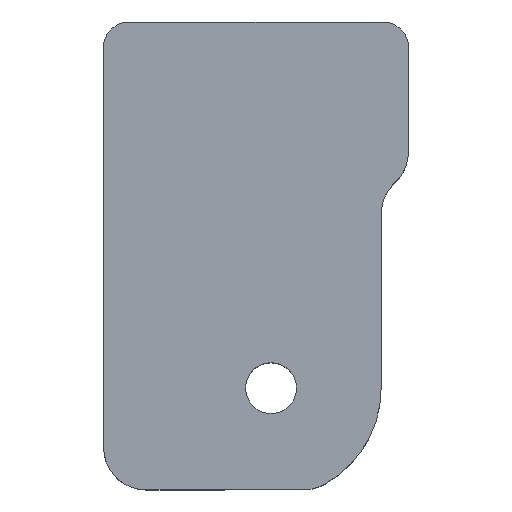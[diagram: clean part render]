
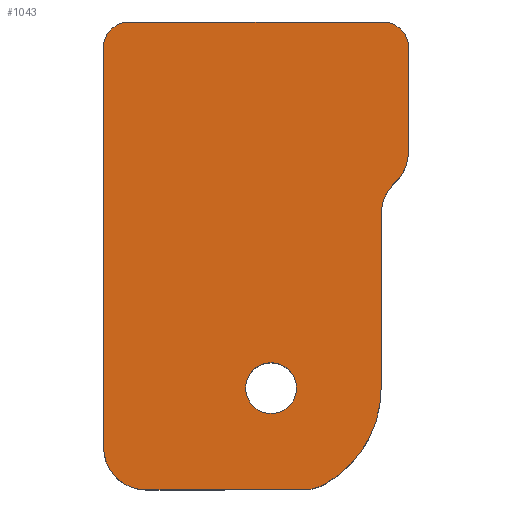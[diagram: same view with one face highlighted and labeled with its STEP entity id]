
A CAD part, top view. The second image highlights one B-rep face of the part: STEP entity #1043.
In plain terms, the highlighted planar face has unit normal (0, 0, 1).
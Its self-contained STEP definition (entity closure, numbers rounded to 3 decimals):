
#28 = CARTESIAN_POINT ( 'NONE',  ( -28., -15.328, 8.5 ) ) ;
#31 = DIRECTION ( 'NONE',  ( 1., 0., 0. ) ) ;
#35 = DIRECTION ( 'NONE',  ( 1., 0., 0. ) ) ;
#39 = CARTESIAN_POINT ( 'NONE',  ( -26.22, -22.678, 8.5 ) ) ;
#45 = CARTESIAN_POINT ( 'NONE',  ( -59., -50.237, 8.5 ) ) ;
#64 = VERTEX_POINT ( 'NONE', #28 ) ;
#66 = EDGE_CURVE ( 'NONE', #328, #663, #604, .T. ) ;
#69 = VERTEX_POINT ( 'NONE', #519 ) ;
#74 = DIRECTION ( 'NONE',  ( 0., -1., 0. ) ) ;
#79 = CARTESIAN_POINT ( 'NONE',  ( -64., 0., 8.5 ) ) ;
#80 = CARTESIAN_POINT ( 'NONE',  ( -28., 0., 8.5 ) ) ;
#83 = ORIENTED_EDGE ( 'NONE', *, *, #103, .T. ) ;
#100 = VERTEX_POINT ( 'NONE', #352 ) ;
#101 = VECTOR ( 'NONE', #302, 1000. ) ;
#102 = CARTESIAN_POINT ( 'NONE',  ( -44.22, -43.237, 8.5 ) ) ;
#103 = EDGE_CURVE ( 'NONE', #251, #769, #184, .T. ) ;
#108 = DIRECTION ( 'NONE',  ( 0., 0., 1. ) ) ;
#129 = VECTOR ( 'NONE', #74, 1000. ) ;
#131 = AXIS2_PLACEMENT_3D ( 'NONE', #39, #599, #854 ) ;
#136 = CIRCLE ( 'NONE', #131, 5. ) ;
#137 = ORIENTED_EDGE ( 'NONE', *, *, #909, .T. ) ;
#138 = LINE ( 'NONE', #802, #101 ) ;
#148 = DIRECTION ( 'NONE',  ( 0., 0., 1. ) ) ;
#156 = CARTESIAN_POINT ( 'NONE',  ( -40.347, -55.237, 8.5 ) ) ;
#164 = ORIENTED_EDGE ( 'NONE', *, *, #746, .T. ) ;
#175 = VERTEX_POINT ( 'NONE', #295 ) ;
#184 = CIRCLE ( 'NONE', #497, 5. ) ;
#188 = CARTESIAN_POINT ( 'NONE',  ( -29.61, -19.003, 8.5 ) ) ;
#189 = AXIS2_PLACEMENT_3D ( 'NONE', #1050, #791, #884 ) ;
#220 = FACE_OUTER_BOUND ( 'NONE', #439, .T. ) ;
#227 = CARTESIAN_POINT ( 'NONE',  ( -44.22, -43.237, 8.5 ) ) ;
#233 = VERTEX_POINT ( 'NONE', #453 ) ;
#236 = ORIENTED_EDGE ( 'NONE', *, *, #469, .T. ) ;
#248 = LINE ( 'NONE', #79, #129 ) ;
#251 = VERTEX_POINT ( 'NONE', #534 ) ;
#259 = DIRECTION ( 'NONE',  ( 0., 0., 1. ) ) ;
#261 = CARTESIAN_POINT ( 'NONE',  ( -28., -20., 8.5 ) ) ;
#269 = DIRECTION ( 'NONE',  ( 0., 1., 0. ) ) ;
#283 = CIRCLE ( 'NONE', #518, 3. ) ;
#295 = CARTESIAN_POINT ( 'NONE',  ( -31.22, -22.678, 8.5 ) ) ;
#302 = DIRECTION ( 'NONE',  ( 1., 0., 0. ) ) ;
#306 = AXIS2_PLACEMENT_3D ( 'NONE', #876, #383, #1033 ) ;
#328 = VERTEX_POINT ( 'NONE', #458 ) ;
#345 = EDGE_CURVE ( 'NONE', #975, #69, #916, .T. ) ;
#349 = CARTESIAN_POINT ( 'NONE',  ( -31., -3., 8.5 ) ) ;
#352 = CARTESIAN_POINT ( 'NONE',  ( -64., -3., 8.5 ) ) ;
#353 = ORIENTED_EDGE ( 'NONE', *, *, #66, .T. ) ;
#355 = LINE ( 'NONE', #80, #473 ) ;
#359 = DIRECTION ( 'NONE',  ( 0., 0., 1. ) ) ;
#382 = ORIENTED_EDGE ( 'NONE', *, *, #679, .T. ) ;
#383 = DIRECTION ( 'NONE',  ( 0., 0., 1. ) ) ;
#401 = EDGE_CURVE ( 'NONE', #233, #175, #597, .T. ) ;
#405 = CARTESIAN_POINT ( 'NONE',  ( -47.22, -43.237, 8.5 ) ) ;
#429 = CIRCLE ( 'NONE', #306, 5. ) ;
#432 = CIRCLE ( 'NONE', #575, 3. ) ;
#437 = EDGE_LOOP ( 'NONE', ( #442, #856 ) ) ;
#439 = EDGE_LOOP ( 'NONE', ( #449, #83, #723, #773, #667, #468, #997, #382, #137, #353, #164, #236 ) ) ;
#441 = CARTESIAN_POINT ( 'NONE',  ( -61., -3., 8.5 ) ) ;
#442 = ORIENTED_EDGE ( 'NONE', *, *, #845, .F. ) ;
#445 = CARTESIAN_POINT ( 'NONE',  ( -61., 0., 8.5 ) ) ;
#449 = ORIENTED_EDGE ( 'NONE', *, *, #761, .T. ) ;
#453 = CARTESIAN_POINT ( 'NONE',  ( -31.22, -43.237, 8.5 ) ) ;
#458 = CARTESIAN_POINT ( 'NONE',  ( -28., -3., 8.5 ) ) ;
#468 = ORIENTED_EDGE ( 'NONE', *, *, #401, .T. ) ;
#469 = EDGE_CURVE ( 'NONE', #579, #100, #834, .T. ) ;
#470 = DIRECTION ( 'NONE',  ( 0., 0., 1. ) ) ;
#473 = VECTOR ( 'NONE', #493, 1000. ) ;
#475 = CARTESIAN_POINT ( 'NONE',  ( -31., 0., 8.5 ) ) ;
#491 = DIRECTION ( 'NONE',  ( 1., 0., 0. ) ) ;
#493 = DIRECTION ( 'NONE',  ( -1., 0., 0. ) ) ;
#494 = PLANE ( 'NONE',  #189 ) ;
#497 = AXIS2_PLACEMENT_3D ( 'NONE', #45, #359, #682 ) ;
#515 = DIRECTION ( 'NONE',  ( 1., 0., 0. ) ) ;
#518 = AXIS2_PLACEMENT_3D ( 'NONE', #835, #743, #31 ) ;
#519 = CARTESIAN_POINT ( 'NONE',  ( -37.926, -54.612, 8.5 ) ) ;
#533 = VERTEX_POINT ( 'NONE', #188 ) ;
#534 = CARTESIAN_POINT ( 'NONE',  ( -64., -50.237, 8.5 ) ) ;
#537 = EDGE_CURVE ( 'NONE', #175, #533, #136, .T. ) ;
#545 = AXIS2_PLACEMENT_3D ( 'NONE', #960, #470, #799 ) ;
#575 = AXIS2_PLACEMENT_3D ( 'NONE', #227, #148, #491 ) ;
#579 = VERTEX_POINT ( 'NONE', #445 ) ;
#580 = DIRECTION ( 'NONE',  ( 1., 0., 0. ) ) ;
#597 = LINE ( 'NONE', #704, #850 ) ;
#599 = DIRECTION ( 'NONE',  ( 0., 0., -1. ) ) ;
#604 = CIRCLE ( 'NONE', #875, 3. ) ;
#608 = AXIS2_PLACEMENT_3D ( 'NONE', #102, #840, #35 ) ;
#624 = CARTESIAN_POINT ( 'NONE',  ( -59., -55.237, 8.5 ) ) ;
#663 = VERTEX_POINT ( 'NONE', #475 ) ;
#667 = ORIENTED_EDGE ( 'NONE', *, *, #926, .T. ) ;
#679 = EDGE_CURVE ( 'NONE', #533, #64, #429, .T. ) ;
#682 = DIRECTION ( 'NONE',  ( 1., 0., 0. ) ) ;
#704 = CARTESIAN_POINT ( 'NONE',  ( -31.22, -43.237, 8.5 ) ) ;
#723 = ORIENTED_EDGE ( 'NONE', *, *, #1013, .T. ) ;
#743 = DIRECTION ( 'NONE',  ( 0., 0., 1. ) ) ;
#746 = EDGE_CURVE ( 'NONE', #663, #579, #355, .T. ) ;
#761 = EDGE_CURVE ( 'NONE', #100, #251, #248, .T. ) ;
#769 = VERTEX_POINT ( 'NONE', #624 ) ;
#773 = ORIENTED_EDGE ( 'NONE', *, *, #345, .T. ) ;
#788 = DIRECTION ( 'NONE',  ( 0., 1., 0. ) ) ;
#791 = DIRECTION ( 'NONE',  ( 0., 0., 1. ) ) ;
#799 = DIRECTION ( 'NONE',  ( 1., 0., 0. ) ) ;
#802 = CARTESIAN_POINT ( 'NONE',  ( -64., -55.237, 8.5 ) ) ;
#815 = LINE ( 'NONE', #261, #965 ) ;
#834 = CIRCLE ( 'NONE', #897, 3. ) ;
#835 = CARTESIAN_POINT ( 'NONE',  ( -44.22, -43.237, 8.5 ) ) ;
#840 = DIRECTION ( 'NONE',  ( 0., 0., 1. ) ) ;
#845 = EDGE_CURVE ( 'NONE', #1044, #873, #283, .T. ) ;
#850 = VECTOR ( 'NONE', #788, 1000. ) ;
#854 = DIRECTION ( 'NONE',  ( 1., 0., 0. ) ) ;
#856 = ORIENTED_EDGE ( 'NONE', *, *, #962, .F. ) ;
#873 = VERTEX_POINT ( 'NONE', #922 ) ;
#875 = AXIS2_PLACEMENT_3D ( 'NONE', #349, #259, #515 ) ;
#876 = CARTESIAN_POINT ( 'NONE',  ( -33., -15.328, 8.5 ) ) ;
#884 = DIRECTION ( 'NONE',  ( 1., 0., 0. ) ) ;
#896 = CIRCLE ( 'NONE', #608, 13. ) ;
#897 = AXIS2_PLACEMENT_3D ( 'NONE', #441, #108, #580 ) ;
#906 = FACE_BOUND ( 'NONE', #437, .T. ) ;
#909 = EDGE_CURVE ( 'NONE', #64, #328, #815, .T. ) ;
#916 = CIRCLE ( 'NONE', #545, 5. ) ;
#922 = CARTESIAN_POINT ( 'NONE',  ( -41.22, -43.237, 8.5 ) ) ;
#926 = EDGE_CURVE ( 'NONE', #69, #233, #896, .T. ) ;
#960 = CARTESIAN_POINT ( 'NONE',  ( -40.347, -50.237, 8.5 ) ) ;
#962 = EDGE_CURVE ( 'NONE', #873, #1044, #432, .T. ) ;
#965 = VECTOR ( 'NONE', #269, 1000. ) ;
#975 = VERTEX_POINT ( 'NONE', #156 ) ;
#997 = ORIENTED_EDGE ( 'NONE', *, *, #537, .T. ) ;
#1013 = EDGE_CURVE ( 'NONE', #769, #975, #138, .T. ) ;
#1033 = DIRECTION ( 'NONE',  ( 1., 0., 0. ) ) ;
#1043 = ADVANCED_FACE ( 'NONE', ( #906, #220 ), #494, .T. ) ;
#1044 = VERTEX_POINT ( 'NONE', #405 ) ;
#1050 = CARTESIAN_POINT ( 'NONE',  ( -40.347, -50.237, 8.5 ) ) ;
